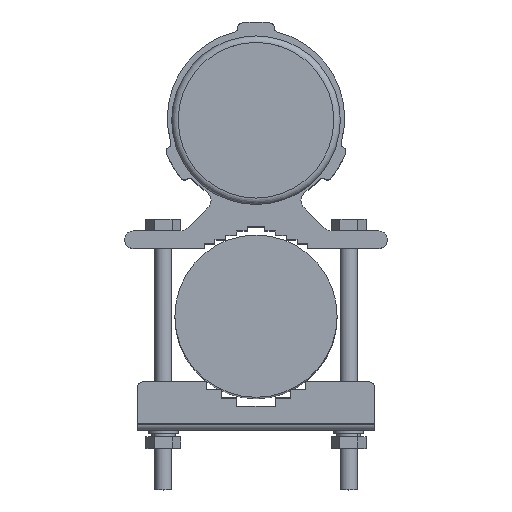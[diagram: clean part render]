
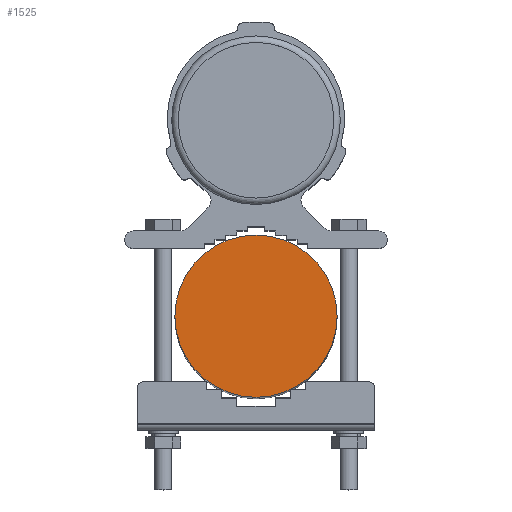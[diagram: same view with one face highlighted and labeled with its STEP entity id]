
A CAD part, top view. The second image highlights one B-rep face of the part: STEP entity #1525.
In plain terms, the highlighted planar face has unit normal (0, 0, 1).
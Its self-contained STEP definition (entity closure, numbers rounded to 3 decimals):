
#118 = DIRECTION ( 'NONE',  ( 1., 0., 0. ) ) ;
#501 = DIRECTION ( 'NONE',  ( 0., 0., 1. ) ) ;
#1525 = ADVANCED_FACE ( 'NONE', ( #2724 ), #4109, .T. ) ;
#2724 = FACE_OUTER_BOUND ( 'NONE', #3566, .T. ) ;
#3039 = CARTESIAN_POINT ( 'NONE',  ( 0., -90.05, 173.9 ) ) ;
#3111 = AXIS2_PLACEMENT_3D ( 'NONE', #3039, #6012, #118 ) ;
#3444 = ORIENTED_EDGE ( 'NONE', *, *, #4537, .T. ) ;
#3566 = EDGE_LOOP ( 'NONE', ( #3444 ) ) ;
#3615 = VERTEX_POINT ( 'NONE', #6686 ) ;
#4109 = PLANE ( 'NONE',  #8467 ) ;
#4537 = EDGE_CURVE ( 'NONE', #3615, #3615, #8643, .T. ) ;
#5056 = CARTESIAN_POINT ( 'NONE',  ( 0., -90.05, 173.9 ) ) ;
#6012 = DIRECTION ( 'NONE',  ( 0., 0., 1. ) ) ;
#6686 = CARTESIAN_POINT ( 'NONE',  ( 37.622, -90.05, 173.9 ) ) ;
#8467 = AXIS2_PLACEMENT_3D ( 'NONE', #5056, #501, #8764 ) ;
#8643 = CIRCLE ( 'NONE', #3111, 37.622 ) ;
#8764 = DIRECTION ( 'NONE',  ( 1., 0., 0. ) ) ;
